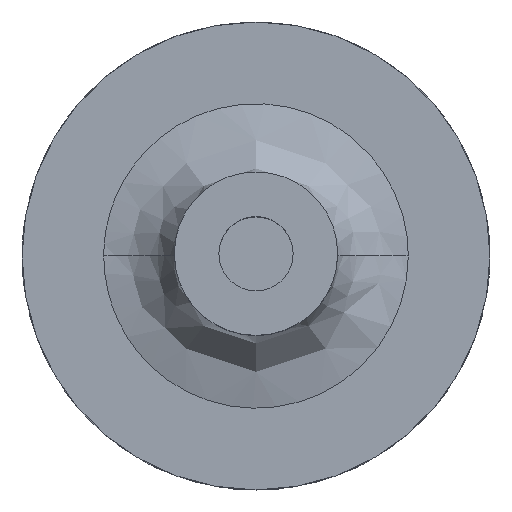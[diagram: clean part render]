
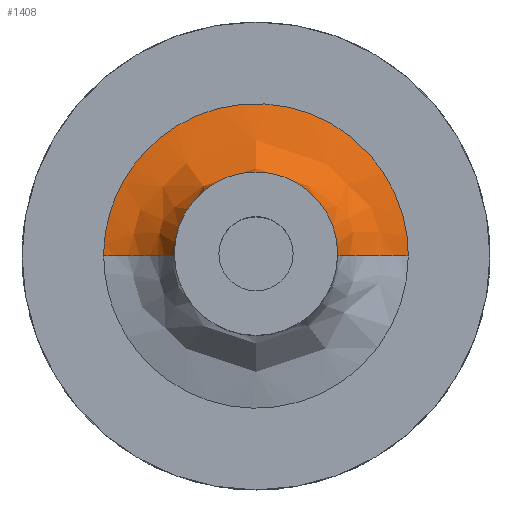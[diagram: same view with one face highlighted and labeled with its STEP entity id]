
A CAD part, top view. The second image highlights one B-rep face of the part: STEP entity #1408.
In plain terms, the highlighted free-form (B-spline) face has degree [3, 3] with [4, 4] control points.
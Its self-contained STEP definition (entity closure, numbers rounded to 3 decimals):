
#82 = CARTESIAN_POINT ( 'NONE',  ( 9.868, 19.736, 31.199 ) ) ;
#87 = CARTESIAN_POINT ( 'NONE',  ( 10.5, 0., 31.142 ) ) ;
#182 =( BOUNDED_SURFACE ( )  B_SPLINE_SURFACE ( 3, 3, ( 
 ( #1555, #396, #1810, #889 ),
 ( #1975, #1043, #82, #1199 ),
 ( #248, #1355, #407, #1518 ),
 ( #560, #1670, #742, #1818 ) ),
 .UNSPECIFIED., .F., .F., .F. ) 
 B_SPLINE_SURFACE_WITH_KNOTS ( ( 4, 4 ),
 ( 4, 4 ),
 ( 0., 1. ),
 ( 0., 1. ),
 .UNSPECIFIED. ) 
 GEOMETRIC_REPRESENTATION_ITEM ( )  RATIONAL_B_SPLINE_SURFACE ( (
 ( 1., 0.333, 0.333, 1.),
 ( 0.755, 0.252, 0.252, 0.755),
 ( 0.755, 0.252, 0.252, 0.755),
 ( 1., 0.333, 0.333, 1.) ) ) 
 REPRESENTATION_ITEM ( '' )  SURFACE ( )  );
#227 = DIRECTION ( 'NONE',  ( 0., 0., 1. ) ) ;
#248 = CARTESIAN_POINT ( 'NONE',  ( -14.699, 0., 26.368 ) ) ;
#255 = CARTESIAN_POINT ( 'NONE',  ( 20.5, 0., 27. ) ) ;
#383 = CARTESIAN_POINT ( 'NONE',  ( 20.5, 0., 27. ) ) ;
#384 = CARTESIAN_POINT ( 'NONE',  ( 20.5, 0., 27. ) ) ;
#396 = CARTESIAN_POINT ( 'NONE',  ( -10.55, 21.1, 37.998 ) ) ;
#407 = CARTESIAN_POINT ( 'NONE',  ( 14.699, 29.399, 26.368 ) ) ;
#412 =( BOUNDED_CURVE ( )  B_SPLINE_CURVE ( 3, ( #1342, #87, #1954, #255 ),
 .UNSPECIFIED., .F., .T. ) 
 B_SPLINE_CURVE_WITH_KNOTS ( ( 4, 4 ),
 ( 0.063, 0.937 ),
 .UNSPECIFIED. ) 
 CURVE ( )  GEOMETRIC_REPRESENTATION_ITEM ( )  RATIONAL_B_SPLINE_CURVE ( ( 0.957, 0.77, 0.77, 0.957 ) ) 
 REPRESENTATION_ITEM ( '' )  );
#448 = CARTESIAN_POINT ( 'NONE',  ( -10.5, 0., 31.142 ) ) ;
#504 = AXIS2_PLACEMENT_3D ( 'NONE', #1181, #227, #1340 ) ;
#536 = VERTEX_POINT ( 'NONE', #1775 ) ;
#545 = CARTESIAN_POINT ( 'NONE',  ( -20.5, 41., 27. ) ) ;
#560 = CARTESIAN_POINT ( 'NONE',  ( -21.498, 0., 27.05 ) ) ;
#586 = EDGE_CURVE ( 'NONE', #536, #1128, #412, .T. ) ;
#742 = CARTESIAN_POINT ( 'NONE',  ( 21.498, 42.997, 27.05 ) ) ;
#822 = ORIENTED_EDGE ( 'NONE', *, *, #586, .T. ) ;
#841 = ORIENTED_EDGE ( 'NONE', *, *, #1740, .T. ) ;
#889 = CARTESIAN_POINT ( 'NONE',  ( 10.55, 0., 37.998 ) ) ;
#1030 = CARTESIAN_POINT ( 'NONE',  ( -20.5, 0., 27. ) ) ;
#1043 = CARTESIAN_POINT ( 'NONE',  ( -9.868, 19.736, 31.199 ) ) ;
#1117 = CIRCLE ( 'NONE', #504, 10.5 ) ;
#1128 = VERTEX_POINT ( 'NONE', #384 ) ;
#1140 = ORIENTED_EDGE ( 'NONE', *, *, #1929, .F. ) ;
#1147 =( BOUNDED_CURVE ( )  B_SPLINE_CURVE ( 3, ( #1549, #2020, #448, #1563 ),
 .UNSPECIFIED., .F., .T. ) 
 B_SPLINE_CURVE_WITH_KNOTS ( ( 4, 4 ),
 ( 0.063, 0.937 ),
 .UNSPECIFIED. ) 
 CURVE ( )  GEOMETRIC_REPRESENTATION_ITEM ( )  RATIONAL_B_SPLINE_CURVE ( ( 0.957, 0.77, 0.77, 0.957 ) ) 
 REPRESENTATION_ITEM ( '' )  );
#1181 = CARTESIAN_POINT ( 'NONE',  ( 0., 0., 37. ) ) ;
#1199 = CARTESIAN_POINT ( 'NONE',  ( 9.868, 0., 31.199 ) ) ;
#1221 = EDGE_CURVE ( 'NONE', #1128, #2014, #1362, .T. ) ;
#1228 = EDGE_LOOP ( 'NONE', ( #1713, #841, #1140, #822 ) ) ;
#1304 = FACE_OUTER_BOUND ( 'NONE', #1228, .T. ) ;
#1339 = CARTESIAN_POINT ( 'NONE',  ( 20.5, 41., 27. ) ) ;
#1340 = DIRECTION ( 'NONE',  ( 1., 0., 0. ) ) ;
#1342 = CARTESIAN_POINT ( 'NONE',  ( 10.5, 0., 37. ) ) ;
#1346 = CARTESIAN_POINT ( 'NONE',  ( -10.5, 0., 37. ) ) ;
#1355 = CARTESIAN_POINT ( 'NONE',  ( -14.699, 29.399, 26.368 ) ) ;
#1362 =( BOUNDED_CURVE ( )  B_SPLINE_CURVE ( 3, ( #383, #1339, #545, #1652 ),
 .UNSPECIFIED., .F., .F. ) 
 B_SPLINE_CURVE_WITH_KNOTS ( ( 4, 4 ),
 ( 0., 1. ),
 .UNSPECIFIED. ) 
 CURVE ( )  GEOMETRIC_REPRESENTATION_ITEM ( )  RATIONAL_B_SPLINE_CURVE ( ( 0.957, 0.319, 0.319, 0.957 ) ) 
 REPRESENTATION_ITEM ( '' )  );
#1408 = ADVANCED_FACE ( 'NONE', ( #1304 ), #182, .F. ) ;
#1416 = VERTEX_POINT ( 'NONE', #1346 ) ;
#1518 = CARTESIAN_POINT ( 'NONE',  ( 14.699, 0., 26.368 ) ) ;
#1549 = CARTESIAN_POINT ( 'NONE',  ( -20.5, 0., 27. ) ) ;
#1555 = CARTESIAN_POINT ( 'NONE',  ( -10.55, 0., 37.998 ) ) ;
#1563 = CARTESIAN_POINT ( 'NONE',  ( -10.5, 0., 37. ) ) ;
#1652 = CARTESIAN_POINT ( 'NONE',  ( -20.5, 0., 27. ) ) ;
#1670 = CARTESIAN_POINT ( 'NONE',  ( -21.498, 42.997, 27.05 ) ) ;
#1713 = ORIENTED_EDGE ( 'NONE', *, *, #1221, .T. ) ;
#1740 = EDGE_CURVE ( 'NONE', #2014, #1416, #1147, .T. ) ;
#1775 = CARTESIAN_POINT ( 'NONE',  ( 10.5, 0., 37. ) ) ;
#1810 = CARTESIAN_POINT ( 'NONE',  ( 10.55, 21.1, 37.998 ) ) ;
#1818 = CARTESIAN_POINT ( 'NONE',  ( 21.498, 0., 27.05 ) ) ;
#1929 = EDGE_CURVE ( 'NONE', #536, #1416, #1117, .T. ) ;
#1954 = CARTESIAN_POINT ( 'NONE',  ( 14.642, 0., 27. ) ) ;
#1975 = CARTESIAN_POINT ( 'NONE',  ( -9.868, 0., 31.199 ) ) ;
#2014 = VERTEX_POINT ( 'NONE', #1030 ) ;
#2020 = CARTESIAN_POINT ( 'NONE',  ( -14.642, 0., 27. ) ) ;
